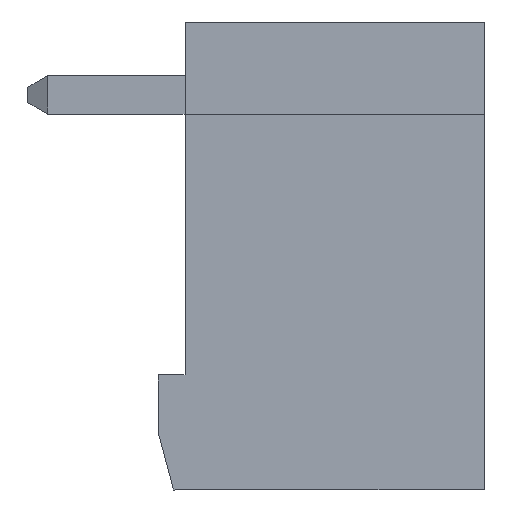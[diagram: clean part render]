
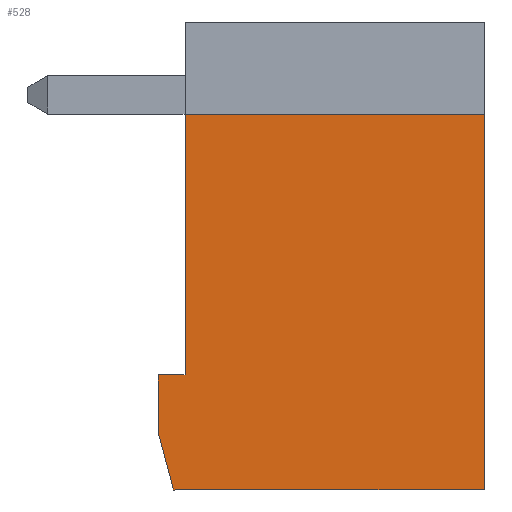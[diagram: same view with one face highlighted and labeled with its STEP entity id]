
A CAD part, front view. The second image highlights one B-rep face of the part: STEP entity #528.
In plain terms, the highlighted planar face has unit normal (0, -1, 0).
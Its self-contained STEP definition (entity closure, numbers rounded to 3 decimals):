
#528 = ADVANCED_FACE( '', ( #1097 ), #1098, .F. );
#1097 = FACE_OUTER_BOUND( '', #1699, .T. );
#1098 = PLANE( '', #1700 );
#1699 = EDGE_LOOP( '', ( #3198, #3199, #3200, #3201, #3202, #3203, #3204 ) );
#1700 = AXIS2_PLACEMENT_3D( '', #3205, #3206, #3207 );
#3198 = ORIENTED_EDGE( '', *, *, #4118, .F. );
#3199 = ORIENTED_EDGE( '', *, *, #4100, .F. );
#3200 = ORIENTED_EDGE( '', *, *, #4069, .F. );
#3201 = ORIENTED_EDGE( '', *, *, #4094, .F. );
#3202 = ORIENTED_EDGE( '', *, *, #3991, .F. );
#3203 = ORIENTED_EDGE( '', *, *, #3810, .F. );
#3204 = ORIENTED_EDGE( '', *, *, #3961, .F. );
#3205 = CARTESIAN_POINT( '', ( -20.699, 25.85, -9.8 ) );
#3206 = DIRECTION( '', ( 0., 1., 0. ) );
#3207 = DIRECTION( '', ( 0., 0., -1. ) );
#3810 = EDGE_CURVE( '', #4654, #4649, #4656, .T. );
#3961 = EDGE_CURVE( '', #4868, #4654, #4870, .T. );
#3991 = EDGE_CURVE( '', #4649, #4911, #4912, .T. );
#4069 = EDGE_CURVE( '', #5009, #4999, #5011, .T. );
#4094 = EDGE_CURVE( '', #4911, #5009, #5039, .T. );
#4100 = EDGE_CURVE( '', #4999, #5045, #5046, .T. );
#4118 = EDGE_CURVE( '', #5045, #4868, #5066, .T. );
#4649 = VERTEX_POINT( '', #5821 );
#4654 = VERTEX_POINT( '', #5828 );
#4656 = LINE( '', #5831, #5832 );
#4868 = VERTEX_POINT( '', #6150 );
#4870 = LINE( '', #6153, #6154 );
#4911 = VERTEX_POINT( '', #6224 );
#4912 = LINE( '', #6225, #6226 );
#4999 = VERTEX_POINT( '', #6354 );
#5009 = VERTEX_POINT( '', #6370 );
#5011 = LINE( '', #6373, #6374 );
#5039 = LINE( '', #6414, #6415 );
#5045 = VERTEX_POINT( '', #6423 );
#5046 = LINE( '', #6424, #6425 );
#5066 = LINE( '', #6453, #6454 );
#5821 = CARTESIAN_POINT( '', ( -20., 25.85, -6.8 ) );
#5828 = CARTESIAN_POINT( '', ( -20.699, 25.85, -6.8 ) );
#5831 = CARTESIAN_POINT( '', ( -20.099, 25.85, -6.8 ) );
#5832 = VECTOR( '', #6786, 1000. );
#6150 = CARTESIAN_POINT( '', ( -20.699, 25.85, -8.307 ) );
#6153 = CARTESIAN_POINT( '', ( -20.699, 25.85, -6.8 ) );
#6154 = VECTOR( '', #6897, 1000. );
#6224 = CARTESIAN_POINT( '', ( -20., 25.85, 0. ) );
#6225 = CARTESIAN_POINT( '', ( -20., 25.85, 0. ) );
#6226 = VECTOR( '', #6921, 1000. );
#6354 = CARTESIAN_POINT( '', ( -12.199, 25.85, -9.8 ) );
#6370 = CARTESIAN_POINT( '', ( -12.199, 25.85, 0. ) );
#6373 = CARTESIAN_POINT( '', ( -12.199, 25.85, -9.8 ) );
#6374 = VECTOR( '', #6982, 1000. );
#6414 = CARTESIAN_POINT( '', ( -12.199, 25.85, 0. ) );
#6415 = VECTOR( '', #7001, 1000. );
#6423 = CARTESIAN_POINT( '', ( -20.299, 25.85, -9.8 ) );
#6424 = CARTESIAN_POINT( '', ( -13.697, 25.85, -9.8 ) );
#6425 = VECTOR( '', #7007, 1000. );
#6453 = CARTESIAN_POINT( '', ( -20.699, 25.85, -8.307 ) );
#6454 = VECTOR( '', #7019, 1000. );
#6786 = DIRECTION( '', ( 1., 0., 0. ) );
#6897 = DIRECTION( '', ( 0., 0., 1. ) );
#6921 = DIRECTION( '', ( 0., 0., 1. ) );
#6982 = DIRECTION( '', ( 0., 0., -1. ) );
#7001 = DIRECTION( '', ( 1., 0., 0. ) );
#7007 = DIRECTION( '', ( -1., 0., 0. ) );
#7019 = DIRECTION( '', ( -0.259, 0., 0.966 ) );
